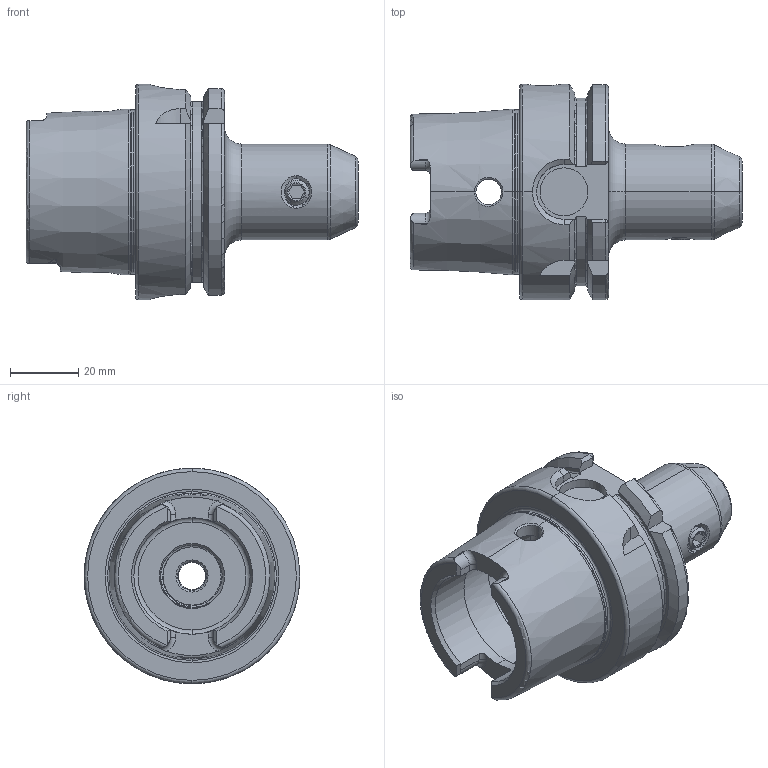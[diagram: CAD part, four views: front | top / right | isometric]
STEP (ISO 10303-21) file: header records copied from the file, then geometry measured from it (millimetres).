
FILE_DESCRIPTION (( 'STEP AP203' ), '1' );
FILE_NAME ('A63.04.08.STEP', '2016-11-26T03:35:10', ( '' ), ( '' ), 'SwSTEP 2.0', 'SolidWorks 2012', '' );
FILE_SCHEMA (( 'CONFIG_CONTROL_DESIGN' ));
Length unit declared in the file: millimetre
Products named in the file (3): A63.04.08; 側固8_M8x1.25_10L
Assembly tree (2 placements, depth 2):
  A63.04.08
    A63.04.08
    側固8_M8x1.25_10L
Bounding box: 97 x 63 x 63 mm (x, y, z)
Volume: 101576.5 mm3; surface area: 27494.1 mm2
Topology: 2 solids, 2 shells, 261 faces, 691 edges, 439 vertices
Faces by surface type: cylinder 98, plane 67, torus 35, cone 34, bspline 25, sphere 2
Entity records: 22360 total; most frequent: CARTESIAN_POINT 16234, ORIENTED_EDGE 1374, DIRECTION 1051, EDGE_CURVE 687, VERTEX_POINT 439, AXIS2_PLACEMENT_3D 417, EDGE_LOOP 278, FACE_OUTER_BOUND 261
